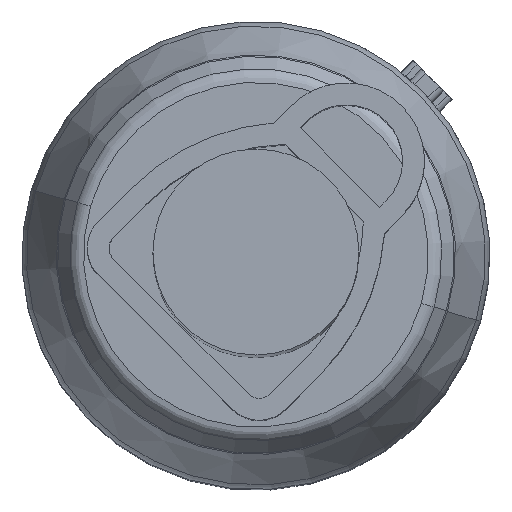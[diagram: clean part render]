
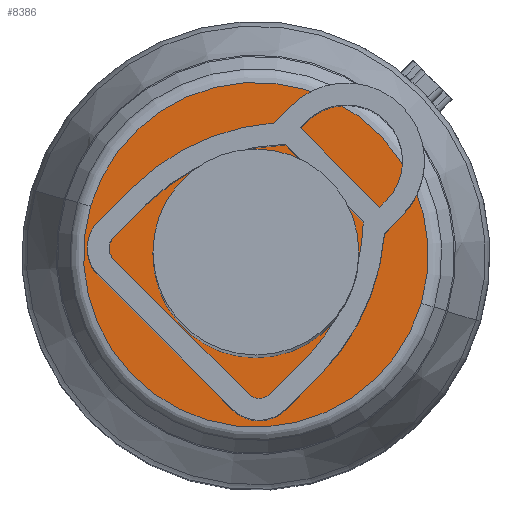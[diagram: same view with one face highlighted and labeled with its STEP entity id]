
A CAD part, top view. The second image highlights one B-rep face of the part: STEP entity #8386.
In plain terms, the highlighted planar face has unit normal (0, 0, 1).
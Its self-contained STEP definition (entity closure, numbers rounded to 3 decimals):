
#47=AXIS2_PLACEMENT_3D('Circle Axis2P3D',#45,#46,$) ;
#115=AXIS2_PLACEMENT_3D('Circle Axis2P3D',#113,#114,$) ;
#8362=AXIS2_PLACEMENT_3D('Plane Axis2P3D',#8359,#8360,#8361) ;
#8366=AXIS2_PLACEMENT_3D('Circle Axis2P3D',#8364,#8365,$) ;
#8375=AXIS2_PLACEMENT_3D('Circle Axis2P3D',#8373,#8374,$) ;
#40=CARTESIAN_POINT('Vertex',(10.8,7.5,46.5)) ;
#45=CARTESIAN_POINT('Axis2P3D Location',(7.5,7.5,46.5)) ;
#49=CARTESIAN_POINT('Vertex',(4.2,7.5,46.5)) ;
#113=CARTESIAN_POINT('Axis2P3D Location',(7.5,7.5,46.5)) ;
#8359=CARTESIAN_POINT('Axis2P3D Location',(11.405,3.595,46.5)) ;
#8364=CARTESIAN_POINT('Axis2P3D Location',(7.5,7.5,46.5)) ;
#8368=CARTESIAN_POINT('Vertex',(12.799,5.945,46.5)) ;
#8370=CARTESIAN_POINT('Vertex',(2.201,9.055,46.5)) ;
#8373=CARTESIAN_POINT('Axis2P3D Location',(7.5,7.5,46.5)) ;
#46=DIRECTION('Axis2P3D Direction',(0.,0.,1.)) ;
#114=DIRECTION('Axis2P3D Direction',(0.,0.,1.)) ;
#8360=DIRECTION('Axis2P3D Direction',(0.,0.,1.)) ;
#8361=DIRECTION('Axis2P3D XDirection',(0.707,0.707,0.)) ;
#8365=DIRECTION('Axis2P3D Direction',(0.,0.,1.)) ;
#8374=DIRECTION('Axis2P3D Direction',(0.,0.,1.)) ;
#8379=ORIENTED_EDGE('',*,*,#8372,.T.) ;
#8380=ORIENTED_EDGE('',*,*,#8377,.T.) ;
#8383=ORIENTED_EDGE('',*,*,#51,.F.) ;
#8384=ORIENTED_EDGE('',*,*,#117,.F.) ;
#8385=FACE_BOUND('',#8382,.T.) ;
#8386=ADVANCED_FACE('Hauptk\X2\00F6\X0\rper',(#8381,#8385),#8363,.T.) ;
#48=CIRCLE('generated circle',#47,3.3) ;
#116=CIRCLE('generated circle',#115,3.3) ;
#8367=CIRCLE('generated circle',#8366,5.523) ;
#8376=CIRCLE('generated circle',#8375,5.523) ;
#51=EDGE_CURVE('',#41,#50,#48,.T.) ;
#117=EDGE_CURVE('',#50,#41,#116,.T.) ;
#8372=EDGE_CURVE('',#8369,#8371,#8367,.T.) ;
#8377=EDGE_CURVE('',#8371,#8369,#8376,.T.) ;
#8378=EDGE_LOOP('',(#8379,#8380)) ;
#8382=EDGE_LOOP('',(#8383,#8384)) ;
#8381=FACE_OUTER_BOUND('',#8378,.T.) ;
#8363=PLANE('',#8362) ;
#41=VERTEX_POINT('',#40) ;
#50=VERTEX_POINT('',#49) ;
#8369=VERTEX_POINT('',#8368) ;
#8371=VERTEX_POINT('',#8370) ;
